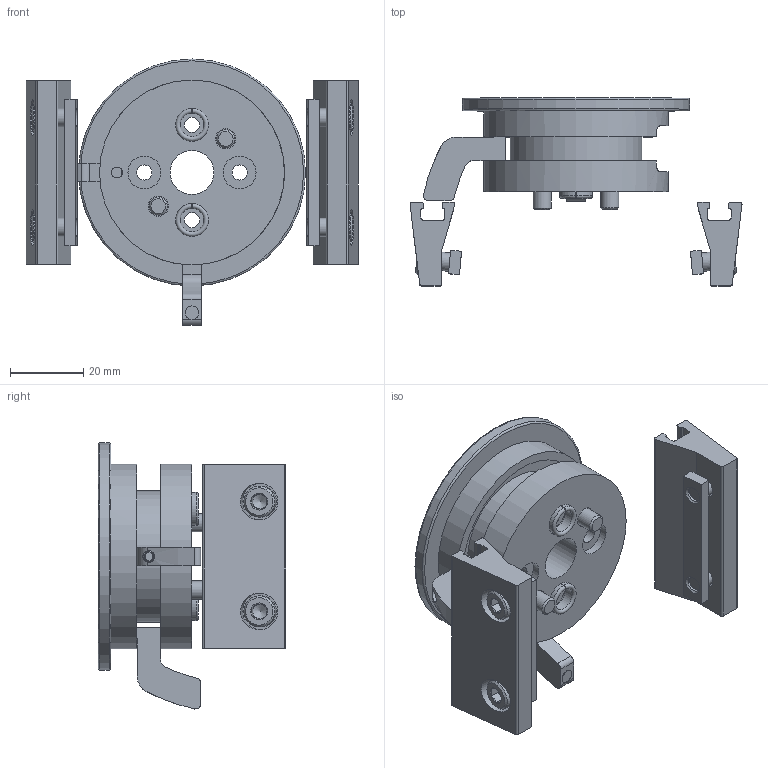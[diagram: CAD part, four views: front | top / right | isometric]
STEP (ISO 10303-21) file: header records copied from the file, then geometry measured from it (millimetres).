
FILE_DESCRIPTION(/* description */ ('STEP AP214'),/* implementation_level */ '2;1');
FILE_NAME(/* name */ '1568461_DASI-Q11-25-A-KT',/* time_stamp */ '2024-08-14T17:47:13+02:00',/* author */ ('License CC BY-ND 4.0'),/* organization */ ('CADENAS'),/* preprocessor_version */ 'ST-DEVELOPER v19.3',/* originating_system */ 'PARTsolutions',/* authorisation */ ' ');
FILE_SCHEMA (('AUTOMOTIVE_DESIGN {1 0 10303 214 3 1 1}'));
Length unit declared in the file: millimetre
Products named in the file (8): 1568461 DASI-Q11-25-A-KT---(0); 1434516 DRRD-25_p; DIN-912 - M5x25(F); 8137184 ZBH-9-B; 1568436 DASI-Q11-20/25-A-SL; 1568451 DASI-Q11-25-A-SR_p; DIN-912 - M5x6(F); 187388 ZVB-8-24---(Nutenstein)
Assembly tree (15 placements, depth 2):
  1568461 DASI-Q11-25-A-KT---(0)
    1434516 DRRD-25_p
    DIN-912 - M5x25(F)  x2
    8137184 ZBH-9-B  x2
    1568436 DASI-Q11-20/25-A-SL  x2
    1568451 DASI-Q11-25-A-SR_p  x2
    DIN-912 - M5x6(F)  x4
    187388 ZVB-8-24---(Nutenstein)  x2
Bounding box: 90.67 x 51.3 x 72.65 mm (x, y, z)
Volume: 58392.8 mm3; surface area: 31604.3 mm2
Topology: 15 solids, 15 shells, 388 faces, 835 edges, 506 vertices
Faces by surface type: plane 201, cylinder 99, cone 82, torus 6
Full cylindrical faces by diameter (mm): 3 x2, 3.2 x2, 3.7 x2, 4 x2, 4.134 x8, 5 x6, 5.5 x2, 6 x4, 8.5 x6, 9 x8, 9.5 x2, 10 x4, 12 x1, 36 x1, 50.5 x2, 62 x1
Entity records: 5536 total; most frequent: CARTESIAN_POINT 947, DIRECTION 914, ORIENTED_EDGE 718, AXIS2_PLACEMENT_3D 371, EDGE_CURVE 359, FACE_BOUND 300, EDGE_LOOP 298, VERTEX_POINT 259
